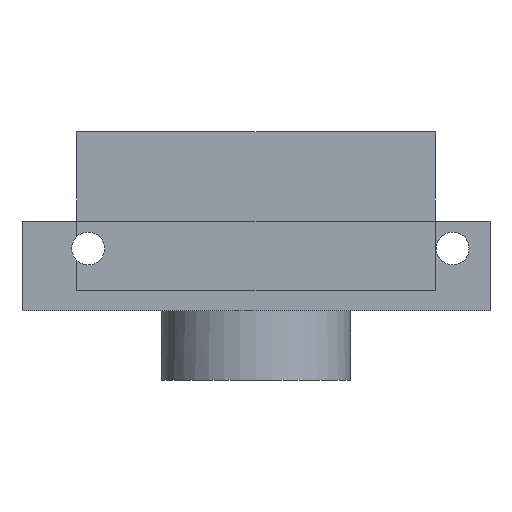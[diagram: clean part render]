
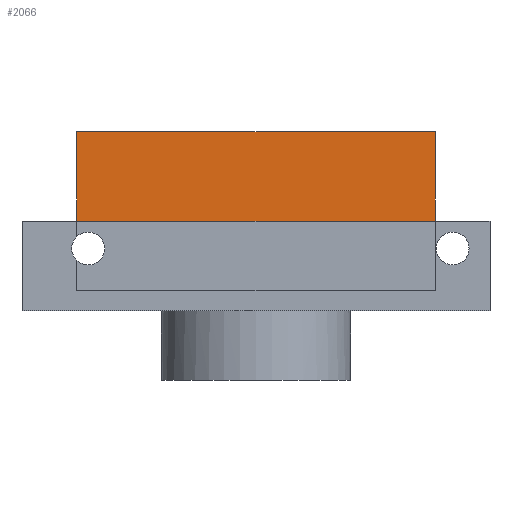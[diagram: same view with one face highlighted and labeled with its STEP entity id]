
A CAD part, left-side view. The second image highlights one B-rep face of the part: STEP entity #2066.
In plain terms, the highlighted planar face has unit normal (-1, 0, 0).
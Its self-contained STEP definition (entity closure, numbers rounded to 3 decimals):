
#1073 = VERTEX_POINT('',#1074);
#1074 = CARTESIAN_POINT('',(-18.,-18.,16.));
#1099 = VERTEX_POINT('',#1100);
#1100 = CARTESIAN_POINT('',(-18.,18.,16.));
#1137 = PLANE('',#1138);
#1138 = AXIS2_PLACEMENT_3D('',#1139,#1140,#1141);
#1139 = CARTESIAN_POINT('',(-18.,-18.,9.));
#1140 = DIRECTION('',(1.,0.,0.));
#1141 = DIRECTION('',(0.,0.,1.));
#1525 = PLANE('',#1526);
#1526 = AXIS2_PLACEMENT_3D('',#1527,#1528,#1529);
#1527 = CARTESIAN_POINT('',(-18.,-18.,9.));
#1528 = DIRECTION('',(0.,1.,0.));
#1529 = DIRECTION('',(0.,0.,1.));
#1580 = PLANE('',#1581);
#1581 = AXIS2_PLACEMENT_3D('',#1582,#1583,#1584);
#1582 = CARTESIAN_POINT('',(-18.,18.,9.));
#1583 = DIRECTION('',(0.,1.,0.));
#1584 = DIRECTION('',(0.,0.,1.));
#1685 = EDGE_CURVE('',#1073,#1099,#1686,.T.);
#1686 = SURFACE_CURVE('',#1687,(#1691,#1698),.PCURVE_S1.);
#1687 = LINE('',#1688,#1689);
#1688 = CARTESIAN_POINT('',(-18.,-23.5,16.));
#1689 = VECTOR('',#1690,1.);
#1690 = DIRECTION('',(0.,1.,0.));
#1691 = PCURVE('',#1137,#1692);
#1692 = DEFINITIONAL_REPRESENTATION('',(#1693),#1697);
#1693 = LINE('',#1694,#1695);
#1694 = CARTESIAN_POINT('',(7.,5.5));
#1695 = VECTOR('',#1696,1.);
#1696 = DIRECTION('',(0.,-1.));
#1697 = ( GEOMETRIC_REPRESENTATION_CONTEXT(2) 
PARAMETRIC_REPRESENTATION_CONTEXT() REPRESENTATION_CONTEXT('2D SPACE',''
  ) );
#1698 = PCURVE('',#1699,#1704);
#1699 = PLANE('',#1700);
#1700 = AXIS2_PLACEMENT_3D('',#1701,#1702,#1703);
#1701 = CARTESIAN_POINT('',(-18.,-18.,9.));
#1702 = DIRECTION('',(1.,0.,0.));
#1703 = DIRECTION('',(0.,0.,1.));
#1704 = DEFINITIONAL_REPRESENTATION('',(#1705),#1709);
#1705 = LINE('',#1706,#1707);
#1706 = CARTESIAN_POINT('',(7.,5.5));
#1707 = VECTOR('',#1708,1.);
#1708 = DIRECTION('',(0.,-1.));
#1709 = ( GEOMETRIC_REPRESENTATION_CONTEXT(2) 
PARAMETRIC_REPRESENTATION_CONTEXT() REPRESENTATION_CONTEXT('2D SPACE',''
  ) );
#1773 = PLANE('',#1774);
#1774 = AXIS2_PLACEMENT_3D('',#1775,#1776,#1777);
#1775 = CARTESIAN_POINT('',(-18.,-18.,25.));
#1776 = DIRECTION('',(0.,0.,1.));
#1777 = DIRECTION('',(1.,0.,0.));
#1974 = EDGE_CURVE('',#1073,#1975,#1977,.T.);
#1975 = VERTEX_POINT('',#1976);
#1976 = CARTESIAN_POINT('',(-18.,-18.,25.));
#1977 = SURFACE_CURVE('',#1978,(#1982,#1989),.PCURVE_S1.);
#1978 = LINE('',#1979,#1980);
#1979 = CARTESIAN_POINT('',(-18.,-18.,9.));
#1980 = VECTOR('',#1981,1.);
#1981 = DIRECTION('',(0.,0.,1.));
#1982 = PCURVE('',#1525,#1983);
#1983 = DEFINITIONAL_REPRESENTATION('',(#1984),#1988);
#1984 = LINE('',#1985,#1986);
#1985 = CARTESIAN_POINT('',(0.,0.));
#1986 = VECTOR('',#1987,1.);
#1987 = DIRECTION('',(1.,0.));
#1988 = ( GEOMETRIC_REPRESENTATION_CONTEXT(2) 
PARAMETRIC_REPRESENTATION_CONTEXT() REPRESENTATION_CONTEXT('2D SPACE',''
  ) );
#1989 = PCURVE('',#1699,#1990);
#1990 = DEFINITIONAL_REPRESENTATION('',(#1991),#1995);
#1991 = LINE('',#1992,#1993);
#1992 = CARTESIAN_POINT('',(0.,0.));
#1993 = VECTOR('',#1994,1.);
#1994 = DIRECTION('',(1.,0.));
#1995 = ( GEOMETRIC_REPRESENTATION_CONTEXT(2) 
PARAMETRIC_REPRESENTATION_CONTEXT() REPRESENTATION_CONTEXT('2D SPACE',''
  ) );
#2023 = EDGE_CURVE('',#1099,#2024,#2026,.T.);
#2024 = VERTEX_POINT('',#2025);
#2025 = CARTESIAN_POINT('',(-18.,18.,25.));
#2026 = SURFACE_CURVE('',#2027,(#2031,#2038),.PCURVE_S1.);
#2027 = LINE('',#2028,#2029);
#2028 = CARTESIAN_POINT('',(-18.,18.,9.));
#2029 = VECTOR('',#2030,1.);
#2030 = DIRECTION('',(0.,0.,1.));
#2031 = PCURVE('',#1580,#2032);
#2032 = DEFINITIONAL_REPRESENTATION('',(#2033),#2037);
#2033 = LINE('',#2034,#2035);
#2034 = CARTESIAN_POINT('',(0.,0.));
#2035 = VECTOR('',#2036,1.);
#2036 = DIRECTION('',(1.,0.));
#2037 = ( GEOMETRIC_REPRESENTATION_CONTEXT(2) 
PARAMETRIC_REPRESENTATION_CONTEXT() REPRESENTATION_CONTEXT('2D SPACE',''
  ) );
#2038 = PCURVE('',#1699,#2039);
#2039 = DEFINITIONAL_REPRESENTATION('',(#2040),#2044);
#2040 = LINE('',#2041,#2042);
#2041 = CARTESIAN_POINT('',(0.,-36.));
#2042 = VECTOR('',#2043,1.);
#2043 = DIRECTION('',(1.,0.));
#2044 = ( GEOMETRIC_REPRESENTATION_CONTEXT(2) 
PARAMETRIC_REPRESENTATION_CONTEXT() REPRESENTATION_CONTEXT('2D SPACE',''
  ) );
#2066 = ADVANCED_FACE('',(#2067),#1699,.F.);
#2067 = FACE_BOUND('',#2068,.F.);
#2068 = EDGE_LOOP('',(#2069,#2070,#2071,#2072));
#2069 = ORIENTED_EDGE('',*,*,#1974,.F.);
#2070 = ORIENTED_EDGE('',*,*,#1685,.T.);
#2071 = ORIENTED_EDGE('',*,*,#2023,.T.);
#2072 = ORIENTED_EDGE('',*,*,#2073,.F.);
#2073 = EDGE_CURVE('',#1975,#2024,#2074,.T.);
#2074 = SURFACE_CURVE('',#2075,(#2079,#2086),.PCURVE_S1.);
#2075 = LINE('',#2076,#2077);
#2076 = CARTESIAN_POINT('',(-18.,-18.,25.));
#2077 = VECTOR('',#2078,1.);
#2078 = DIRECTION('',(0.,1.,0.));
#2079 = PCURVE('',#1699,#2080);
#2080 = DEFINITIONAL_REPRESENTATION('',(#2081),#2085);
#2081 = LINE('',#2082,#2083);
#2082 = CARTESIAN_POINT('',(16.,0.));
#2083 = VECTOR('',#2084,1.);
#2084 = DIRECTION('',(0.,-1.));
#2085 = ( GEOMETRIC_REPRESENTATION_CONTEXT(2) 
PARAMETRIC_REPRESENTATION_CONTEXT() REPRESENTATION_CONTEXT('2D SPACE',''
  ) );
#2086 = PCURVE('',#1773,#2087);
#2087 = DEFINITIONAL_REPRESENTATION('',(#2088),#2092);
#2088 = LINE('',#2089,#2090);
#2089 = CARTESIAN_POINT('',(0.,0.));
#2090 = VECTOR('',#2091,1.);
#2091 = DIRECTION('',(0.,1.));
#2092 = ( GEOMETRIC_REPRESENTATION_CONTEXT(2) 
PARAMETRIC_REPRESENTATION_CONTEXT() REPRESENTATION_CONTEXT('2D SPACE',''
  ) );
